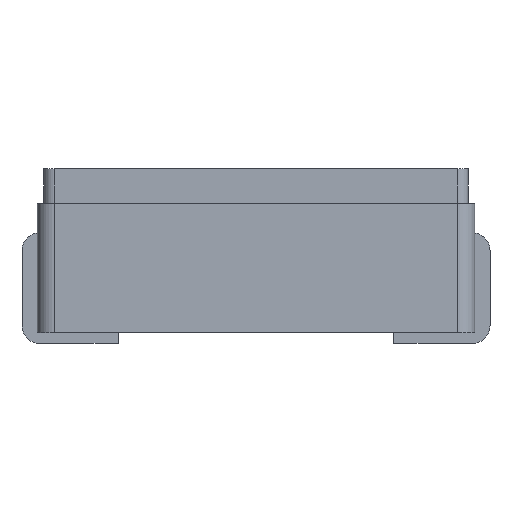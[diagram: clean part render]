
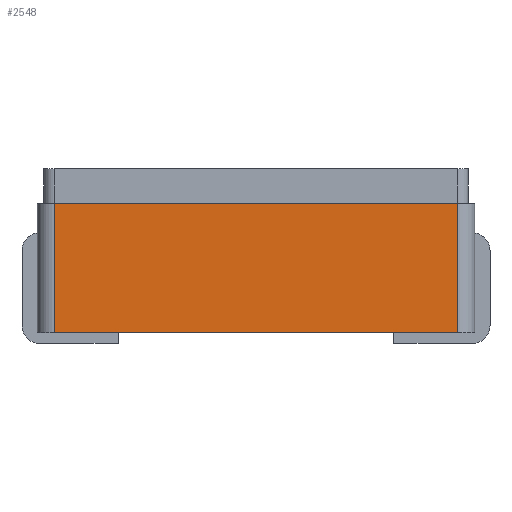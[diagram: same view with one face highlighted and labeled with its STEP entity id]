
A CAD part, front view. The second image highlights one B-rep face of the part: STEP entity #2548.
In plain terms, the highlighted planar face has unit normal (0, -1, 0).
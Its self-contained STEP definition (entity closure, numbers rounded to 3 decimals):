
#729=ORIENTED_EDGE('',*,*,#1283,.T.);
#730=ORIENTED_EDGE('',*,*,#1284,.T.);
#731=ORIENTED_EDGE('',*,*,#1285,.T.);
#732=ORIENTED_EDGE('',*,*,#1286,.T.);
#1283=EDGE_CURVE('',#1569,#1570,#1764,.F.);
#1284=EDGE_CURVE('',#1570,#1571,#1765,.T.);
#1285=EDGE_CURVE('',#1571,#1572,#1766,.T.);
#1286=EDGE_CURVE('',#1572,#1569,#1767,.T.);
#1569=VERTEX_POINT('',#5705);
#1570=VERTEX_POINT('',#5706);
#1571=VERTEX_POINT('',#5708);
#1572=VERTEX_POINT('',#5710);
#1764=LINE('',#5704,#1977);
#1765=LINE('',#5707,#1978);
#1766=LINE('',#5709,#1979);
#1767=LINE('',#5711,#1980);
#1977=VECTOR('',#3965,1000.);
#1978=VECTOR('',#3966,1000.);
#1979=VECTOR('',#3967,1000.);
#1980=VECTOR('',#3968,1000.);
#2151=EDGE_LOOP('',(#729,#730,#731,#732));
#2300=FACE_BOUND('',#2151,.T.);
#2418=PLANE('',#3528);
#2548=ADVANCED_FACE('',(#2300),#2418,.F.);
#3528=AXIS2_PLACEMENT_3D('',#5703,#3963,#3964);
#3963=DIRECTION('',(0.,1.,0.));
#3964=DIRECTION('',(-1.,0.,0.));
#3965=DIRECTION('',(0.,0.,-1.));
#3966=DIRECTION('',(-1.,0.,0.));
#3967=DIRECTION('',(0.,0.,-1.));
#3968=DIRECTION('',(1.,0.,0.));
#5703=CARTESIAN_POINT('',(-5.,-5.,3.75));
#5704=CARTESIAN_POINT('',(4.6,-5.,3.75));
#5705=CARTESIAN_POINT('',(4.6,-5.,0.));
#5706=CARTESIAN_POINT('',(4.6,-5.,2.95));
#5707=CARTESIAN_POINT('',(4.6,-5.,2.95));
#5708=CARTESIAN_POINT('',(-4.6,-5.,2.95));
#5709=CARTESIAN_POINT('',(-4.6,-5.,3.75));
#5710=CARTESIAN_POINT('',(-4.6,-5.,0.));
#5711=CARTESIAN_POINT('',(-5.,-5.,0.));
